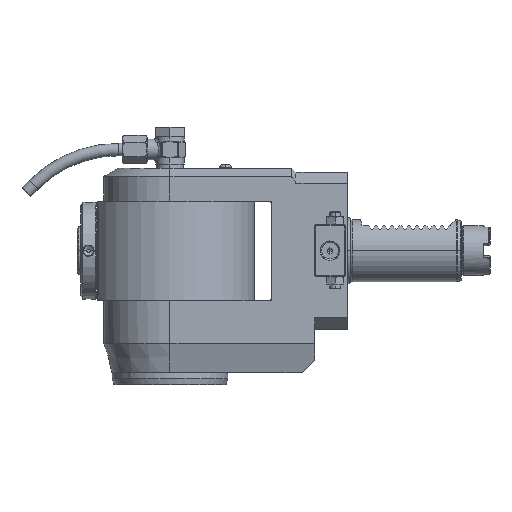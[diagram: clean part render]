
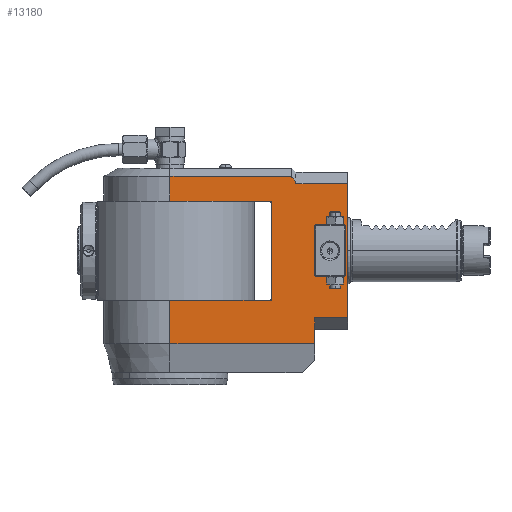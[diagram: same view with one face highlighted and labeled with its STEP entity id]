
A CAD part, left-side view. The second image highlights one B-rep face of the part: STEP entity #13180.
In plain terms, the highlighted planar face has unit normal (-1, 0, 0).
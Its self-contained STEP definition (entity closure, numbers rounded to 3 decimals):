
#99=DIRECTION('',(0.,1.,0.));
#100=VECTOR('',#99,0.433);
#101=CARTESIAN_POINT('',(-32.,-59.433,35.459));
#102=LINE('',#101,#100);
#103=DIRECTION('',(0.,0.655,0.756));
#104=VECTOR('',#103,2.394);
#105=CARTESIAN_POINT('',(-32.,-61.,33.649));
#106=LINE('',#105,#104);
#107=DIRECTION('',(0.,-1.,0.));
#108=VECTOR('',#107,25.);
#109=CARTESIAN_POINT('',(-32.,-61.,32.515));
#110=LINE('',#109,#108);
#111=DIRECTION('',(0.,-1.,0.));
#112=VECTOR('',#111,16.);
#113=CARTESIAN_POINT('',(-32.,-70.,-32.515));
#114=LINE('',#113,#112);
#115=DIRECTION('',(0.,1.,0.));
#116=VECTOR('',#115,23.368);
#117=CARTESIAN_POINT('',(-32.,-49.,24.));
#118=LINE('',#117,#116);
#119=DIRECTION('',(0.,0.,1.));
#120=VECTOR('',#119,24.);
#121=CARTESIAN_POINT('',(-32.,-85.,-12.));
#122=LINE('',#121,#120);
#123=DIRECTION('',(0.,-0.707,-0.707));
#124=VECTOR('',#123,0.707);
#125=CARTESIAN_POINT('',(-32.,-84.5,12.5));
#126=LINE('',#125,#124);
#127=DIRECTION('',(0.,1.,0.));
#128=VECTOR('',#127,14.);
#129=CARTESIAN_POINT('',(-32.,-84.5,12.5));
#130=LINE('',#129,#128);
#131=DIRECTION('',(0.,-0.707,0.707));
#132=VECTOR('',#131,0.707);
#133=CARTESIAN_POINT('',(-32.,-70.,12.));
#134=LINE('',#133,#132);
#135=DIRECTION('',(0.,0.,-1.));
#136=VECTOR('',#135,24.);
#137=CARTESIAN_POINT('',(-32.,-70.,12.));
#138=LINE('',#137,#136);
#139=DIRECTION('',(0.,0.707,0.707));
#140=VECTOR('',#139,0.707);
#141=CARTESIAN_POINT('',(-32.,-70.5,-12.5));
#142=LINE('',#141,#140);
#143=DIRECTION('',(0.,-1.,0.));
#144=VECTOR('',#143,14.);
#145=CARTESIAN_POINT('',(-32.,-70.5,-12.5));
#146=LINE('',#145,#144);
#147=DIRECTION('',(0.,0.707,-0.707));
#148=VECTOR('',#147,0.707);
#149=CARTESIAN_POINT('',(-32.,-85.,-12.));
#150=LINE('',#149,#148);
#155=DIRECTION('',(0.,0.,-1.));
#156=VECTOR('',#155,11.959);
#157=CARTESIAN_POINT('',(-32.,0.,35.959));
#158=LINE('',#157,#156);
#224=DIRECTION('',(0.,1.,0.));
#225=VECTOR('',#224,59.);
#226=CARTESIAN_POINT('',(-32.,-59.,35.959));
#227=LINE('',#226,#225);
#248=DIRECTION('',(0.,0.,1.));
#249=VECTOR('',#248,0.5);
#250=CARTESIAN_POINT('',(-32.,-59.,35.459));
#251=LINE('',#250,#249);
#288=DIRECTION('',(0.,0.,-1.));
#289=VECTOR('',#288,65.03);
#290=CARTESIAN_POINT('',(-32.,-86.,32.515));
#291=LINE('',#290,#289);
#470=DIRECTION('',(0.,0.,1.));
#471=VECTOR('',#470,1.134);
#472=CARTESIAN_POINT('',(-32.,-61.,32.515));
#473=LINE('',#472,#471);
#506=DIRECTION('',(0.,0.,1.));
#507=VECTOR('',#506,12.485);
#508=CARTESIAN_POINT('',(-32.,-70.,-45.));
#509=LINE('',#508,#507);
#526=DIRECTION('',(0.,-1.,0.));
#527=VECTOR('',#526,70.);
#528=CARTESIAN_POINT('',(-32.,0.,
-45.));
#529=LINE('',#528,#527);
#585=DIRECTION('',(0.,0.,-1.));
#586=VECTOR('',#585,21.);
#587=CARTESIAN_POINT('',(-32.,0.,-24.));
#588=LINE('',#587,#586);
#589=CARTESIAN_POINT('',(-32.,0.,-45.001));
#715=DIRECTION('',(0.,1.,0.));
#716=VECTOR('',#715,25.632);
#717=CARTESIAN_POINT('',(-32.,-25.632,-24.));
#718=LINE('',#717,#716);
#741=DIRECTION('',(0.,1.,0.));
#742=VECTOR('',#741,23.368);
#743=CARTESIAN_POINT('',(-32.,-49.,-24.));
#744=LINE('',#743,#742);
#753=DIRECTION('',(0.,0.,-1.));
#754=VECTOR('',#753,48.);
#755=CARTESIAN_POINT('',(-32.,-49.,24.));
#756=LINE('',#755,#754);
#1191=DIRECTION('',(0.,-1.,0.));
#1192=VECTOR('',#1191,25.632);
#1193=CARTESIAN_POINT('',(-32.,0.,24.));
#1194=LINE('',#1193,#1192);
#11732=CARTESIAN_POINT('',(-32.,-61.,33.649));
#11733=CARTESIAN_POINT('',(-32.,-59.433,35.459));
#11734=VERTEX_POINT('',#11732);
#11735=VERTEX_POINT('',#11733);
#12303=CARTESIAN_POINT('',(-32.,-85.,-12.));
#12304=CARTESIAN_POINT('',(-32.,-85.,12.));
#12305=VERTEX_POINT('',#12303);
#12306=VERTEX_POINT('',#12304);
#12307=CARTESIAN_POINT('',(-32.,-84.5,12.5));
#12308=CARTESIAN_POINT('',(-32.,-70.5,12.5));
#12309=VERTEX_POINT('',#12307);
#12310=VERTEX_POINT('',#12308);
#12311=CARTESIAN_POINT('',(-32.,-70.,12.));
#12312=CARTESIAN_POINT('',(-32.,-70.,-12.));
#12313=VERTEX_POINT('',#12311);
#12314=VERTEX_POINT('',#12312);
#12315=CARTESIAN_POINT('',(-32.,-70.5,-12.5));
#12316=CARTESIAN_POINT('',(-32.,-84.5,-12.5));
#12317=VERTEX_POINT('',#12315);
#12318=VERTEX_POINT('',#12316);
#12855=CARTESIAN_POINT('',(-32.,-86.,32.515));
#12857=VERTEX_POINT('',#12855);
#12862=CARTESIAN_POINT('',(-32.,-49.,24.));
#12863=CARTESIAN_POINT('',(-32.,-49.,-24.));
#12864=VERTEX_POINT('',#12862);
#12865=VERTEX_POINT('',#12863);
#12878=CARTESIAN_POINT('',(-32.,-25.632,-24.));
#12879=VERTEX_POINT('',#12878);
#12882=CARTESIAN_POINT('',(-32.,-25.632,24.));
#12883=VERTEX_POINT('',#12882);
#12894=CARTESIAN_POINT('',(-32.,-70.,-45.));
#12896=VERTEX_POINT('',#12894);
#12906=CARTESIAN_POINT('',(-32.,-86.,-32.515));
#12907=VERTEX_POINT('',#12906);
#12910=CARTESIAN_POINT('',(-32.,-59.,35.959));
#12911=CARTESIAN_POINT('',(-32.,0.,
35.959));
#12912=VERTEX_POINT('',#12910);
#12913=VERTEX_POINT('',#12911);
#12920=CARTESIAN_POINT('',(-32.,-70.,-32.515));
#12921=VERTEX_POINT('',#12920);
#12930=VERTEX_POINT('',#589);
#12948=CARTESIAN_POINT('',(-32.,-59.,35.459));
#12950=VERTEX_POINT('',#12948);
#13038=CARTESIAN_POINT('',(-32.,-61.,32.515));
#13039=VERTEX_POINT('',#13038);
#13044=CARTESIAN_POINT('',(-32.,0.,-24.));
#13045=VERTEX_POINT('',#13044);
#13047=CARTESIAN_POINT('',(-32.,0.,24.));
#13049=VERTEX_POINT('',#13047);
#13123=CARTESIAN_POINT('',(-32.,0.,-59.));
#13124=DIRECTION('',(-1.,0.,0.));
#13125=DIRECTION('',(0.,-1.,0.));
#13126=AXIS2_PLACEMENT_3D('',#13123,#13124,#13125);
#13127=PLANE('',#13126);
#13129=ORIENTED_EDGE('',*,*,#13128,.F.);
#13131=ORIENTED_EDGE('',*,*,#13130,.F.);
#13133=ORIENTED_EDGE('',*,*,#13132,.F.);
#13135=ORIENTED_EDGE('',*,*,#13134,.F.);
#13137=ORIENTED_EDGE('',*,*,#13136,.F.);
#13139=ORIENTED_EDGE('',*,*,#13138,.F.);
#13141=ORIENTED_EDGE('',*,*,#13140,.T.);
#13143=ORIENTED_EDGE('',*,*,#13142,.T.);
#13145=ORIENTED_EDGE('',*,*,#13144,.F.);
#13147=ORIENTED_EDGE('',*,*,#13146,.F.);
#13149=ORIENTED_EDGE('',*,*,#13148,.F.);
#13151=ORIENTED_EDGE('',*,*,#13150,.F.);
#13153=ORIENTED_EDGE('',*,*,#13152,.F.);
#13155=ORIENTED_EDGE('',*,*,#13154,.F.);
#13157=ORIENTED_EDGE('',*,*,#13156,.F.);
#13159=ORIENTED_EDGE('',*,*,#13158,.T.);
#13161=ORIENTED_EDGE('',*,*,#13160,.F.);
#13162=EDGE_LOOP('',(#13129,#13131,#13133,#13135,#13137,#13139,#13141,#13143,
#13145,#13147,#13149,#13151,#13153,#13155,#13157,#13159,#13161));
#13163=FACE_OUTER_BOUND('',#13162,.F.);
#13165=ORIENTED_EDGE('',*,*,#13164,.T.);
#13167=ORIENTED_EDGE('',*,*,#13166,.F.);
#13169=ORIENTED_EDGE('',*,*,#13168,.T.);
#13171=ORIENTED_EDGE('',*,*,#13170,.F.);
#13173=ORIENTED_EDGE('',*,*,#13172,.T.);
#13174=ORIENTED_EDGE('',*,*,#13111,.F.);
#13175=ORIENTED_EDGE('',*,*,#13096,.T.);
#13177=ORIENTED_EDGE('',*,*,#13176,.F.);
#13178=EDGE_LOOP('',(#13165,#13167,#13169,#13171,#13173,#13174,#13175,#13177));
#13179=FACE_BOUND('',#13178,.F.);
#13096=EDGE_CURVE('',#12317,#12318,#146,.T.);
#13111=EDGE_CURVE('',#12317,#12314,#142,.T.);
#13128=EDGE_CURVE('',#12913,#13049,#158,.T.);
#13130=EDGE_CURVE('',#12912,#12913,#227,.T.);
#13132=EDGE_CURVE('',#12950,#12912,#251,.T.);
#13134=EDGE_CURVE('',#11735,#12950,#102,.T.);
#13136=EDGE_CURVE('',#11734,#11735,#106,.T.);
#13138=EDGE_CURVE('',#13039,#11734,#473,.T.);
#13140=EDGE_CURVE('',#13039,#12857,#110,.T.);
#13142=EDGE_CURVE('',#12857,#12907,#291,.T.);
#13144=EDGE_CURVE('',#12921,#12907,#114,.T.);
#13146=EDGE_CURVE('',#12896,#12921,#509,.T.);
#13148=EDGE_CURVE('',#12930,#12896,#529,.T.);
#13150=EDGE_CURVE('',#13045,#12930,#588,.T.);
#13152=EDGE_CURVE('',#12879,#13045,#718,.T.);
#13154=EDGE_CURVE('',#12865,#12879,#744,.T.);
#13156=EDGE_CURVE('',#12864,#12865,#756,.T.);
#13158=EDGE_CURVE('',#12864,#12883,#118,.T.);
#13160=EDGE_CURVE('',#13049,#12883,#1194,.T.);
#13164=EDGE_CURVE('',#12305,#12306,#122,.T.);
#13166=EDGE_CURVE('',#12309,#12306,#126,.T.);
#13168=EDGE_CURVE('',#12309,#12310,#130,.T.);
#13170=EDGE_CURVE('',#12313,#12310,#134,.T.);
#13172=EDGE_CURVE('',#12313,#12314,#138,.T.);
#13176=EDGE_CURVE('',#12305,#12318,#150,.T.);
#13180=ADVANCED_FACE('',(#13163,#13179),#13127,.T.);
